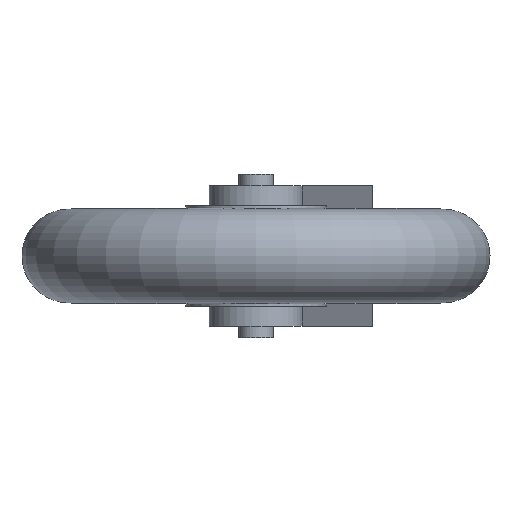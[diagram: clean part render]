
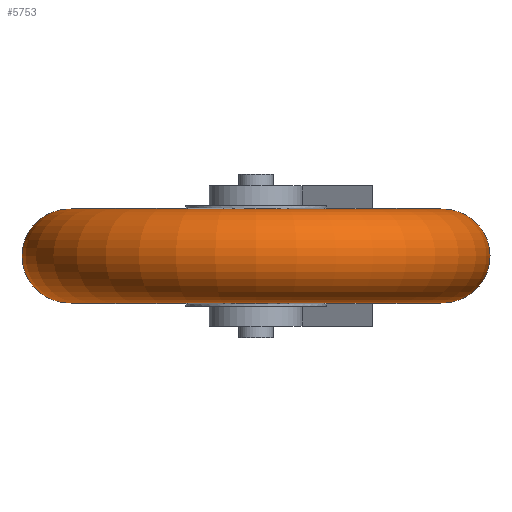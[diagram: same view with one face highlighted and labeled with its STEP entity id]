
A CAD part, front view. The second image highlights one B-rep face of the part: STEP entity #5753.
In plain terms, the highlighted toroidal (fillet/blend) face has major radius 80 mm and minor radius 20 mm.
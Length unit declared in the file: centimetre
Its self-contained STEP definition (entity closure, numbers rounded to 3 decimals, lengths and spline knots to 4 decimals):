
#55 = VERTEX_POINT ( 'NONE', #770 ) ;
#494 = AXIS2_PLACEMENT_3D ( 'NONE', #7471, #7358, #3701 ) ;
#596 = EDGE_CURVE ( 'NONE', #2413, #3546, #2228, .T. ) ;
#770 = CARTESIAN_POINT ( 'NONE',  ( -8., 0., -2. ) ) ;
#1002 = CARTESIAN_POINT ( 'NONE',  ( 8., 0., 2. ) ) ;
#1366 = DIRECTION ( 'NONE',  ( 0., 0., -1. ) ) ;
#1564 = CARTESIAN_POINT ( 'NONE',  ( -8., 0., 2. ) ) ;
#1602 = ORIENTED_EDGE ( 'NONE', *, *, #3470, .T. ) ;
#1775 = FACE_OUTER_BOUND ( 'NONE', #7151, .T. ) ;
#1949 = DIRECTION ( 'NONE',  ( 0., 0., 1. ) ) ;
#2019 = AXIS2_PLACEMENT_3D ( 'NONE', #4442, #1949, #4471 ) ;
#2228 = CIRCLE ( 'NONE', #6650, 8. ) ;
#2284 = AXIS2_PLACEMENT_3D ( 'NONE', #6008, #2914, #7825 ) ;
#2400 = TOROIDAL_SURFACE ( 'NONE', #2284, 8., 2. ) ;
#2413 = VERTEX_POINT ( 'NONE', #1564 ) ;
#2576 = ORIENTED_EDGE ( 'NONE', *, *, #4381, .T. ) ;
#2914 = DIRECTION ( 'NONE',  ( 0., 0., 1. ) ) ;
#3047 = DIRECTION ( 'NONE',  ( 1., 0., 0. ) ) ;
#3161 = ORIENTED_EDGE ( 'NONE', *, *, #5897, .F. ) ;
#3470 = EDGE_CURVE ( 'NONE', #5352, #3546, #6567, .T. ) ;
#3546 = VERTEX_POINT ( 'NONE', #1002 ) ;
#3701 = DIRECTION ( 'NONE',  ( -1., 0., 0. ) ) ;
#3925 = CIRCLE ( 'NONE', #494, 2. ) ;
#4381 = EDGE_CURVE ( 'NONE', #55, #5352, #7455, .T. ) ;
#4442 = CARTESIAN_POINT ( 'NONE',  ( 0., 0., -2. ) ) ;
#4471 = DIRECTION ( 'NONE',  ( 1., 0., 0. ) ) ;
#5075 = ORIENTED_EDGE ( 'NONE', *, *, #596, .F. ) ;
#5352 = VERTEX_POINT ( 'NONE', #6781 ) ;
#5432 = CARTESIAN_POINT ( 'NONE',  ( 0., 0., 2. ) ) ;
#5698 = AXIS2_PLACEMENT_3D ( 'NONE', #7415, #6787, #1366 ) ;
#5753 = ADVANCED_FACE ( 'NONE', ( #1775 ), #2400, .T. ) ;
#5897 = EDGE_CURVE ( 'NONE', #55, #2413, #3925, .T. ) ;
#6008 = CARTESIAN_POINT ( 'NONE',  ( 0., 0., 0. ) ) ;
#6567 = CIRCLE ( 'NONE', #5698, 2. ) ;
#6650 = AXIS2_PLACEMENT_3D ( 'NONE', #5432, #7412, #3047 ) ;
#6781 = CARTESIAN_POINT ( 'NONE',  ( 8., 0., -2. ) ) ;
#6787 = DIRECTION ( 'NONE',  ( 0., -1., 0. ) ) ;
#7151 = EDGE_LOOP ( 'NONE', ( #3161, #2576, #1602, #5075 ) ) ;
#7358 = DIRECTION ( 'NONE',  ( 0., 1., 0. ) ) ;
#7412 = DIRECTION ( 'NONE',  ( 0., 0., 1. ) ) ;
#7415 = CARTESIAN_POINT ( 'NONE',  ( 8., 0., 0. ) ) ;
#7455 = CIRCLE ( 'NONE', #2019, 8. ) ;
#7471 = CARTESIAN_POINT ( 'NONE',  ( -8., 0., 0. ) ) ;
#7825 = DIRECTION ( 'NONE',  ( 1., 0., 0. ) ) ;
